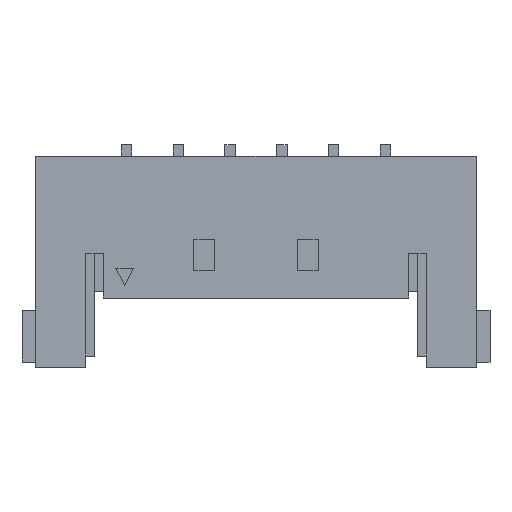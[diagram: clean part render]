
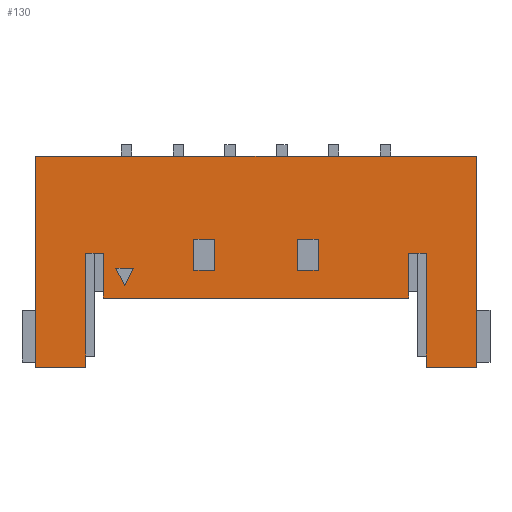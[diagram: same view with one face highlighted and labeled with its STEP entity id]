
A CAD part, top view. The second image highlights one B-rep face of the part: STEP entity #130.
In plain terms, the highlighted planar face has unit normal (0, 0, 1).
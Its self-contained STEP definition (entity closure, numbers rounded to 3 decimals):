
#90=FACE_BOUND('',#721,.T.);
#91=FACE_BOUND('',#722,.T.);
#92=FACE_BOUND('',#723,.T.);
#93=FACE_BOUND('',#724,.T.);
#130=ADVANCED_FACE('',(#90,#91,#92,#93),#334,.T.);
#334=PLANE('',#4135);
#721=EDGE_LOOP('',(#1173,#1174,#1175));
#722=EDGE_LOOP('',(#1176,#1177,#1178,#1179));
#723=EDGE_LOOP('',(#1180,#1181,#1182,#1183,#1184,#1185,#1186,#1187,#1188,
#1189,#1190,#1191));
#724=EDGE_LOOP('',(#1192,#1193,#1194,#1195));
#1173=ORIENTED_EDGE('',*,*,#2680,.F.);
#1174=ORIENTED_EDGE('',*,*,#2681,.F.);
#1175=ORIENTED_EDGE('',*,*,#2682,.F.);
#1176=ORIENTED_EDGE('',*,*,#2643,.F.);
#1177=ORIENTED_EDGE('',*,*,#2647,.F.);
#1178=ORIENTED_EDGE('',*,*,#2652,.F.);
#1179=ORIENTED_EDGE('',*,*,#2649,.F.);
#1180=ORIENTED_EDGE('',*,*,#2683,.F.);
#1181=ORIENTED_EDGE('',*,*,#2636,.F.);
#1182=ORIENTED_EDGE('',*,*,#2633,.F.);
#1183=ORIENTED_EDGE('',*,*,#2684,.F.);
#1184=ORIENTED_EDGE('',*,*,#2629,.F.);
#1185=ORIENTED_EDGE('',*,*,#2626,.F.);
#1186=ORIENTED_EDGE('',*,*,#2685,.F.);
#1187=ORIENTED_EDGE('',*,*,#2673,.F.);
#1188=ORIENTED_EDGE('',*,*,#2686,.F.);
#1189=ORIENTED_EDGE('',*,*,#2575,.T.);
#1190=ORIENTED_EDGE('',*,*,#2679,.T.);
#1191=ORIENTED_EDGE('',*,*,#2670,.F.);
#1192=ORIENTED_EDGE('',*,*,#2664,.T.);
#1193=ORIENTED_EDGE('',*,*,#2656,.T.);
#1194=ORIENTED_EDGE('',*,*,#2659,.T.);
#1195=ORIENTED_EDGE('',*,*,#2662,.T.);
#2189=VERTEX_POINT('',#5645);
#2190=VERTEX_POINT('',#5647);
#2233=VERTEX_POINT('',#5748);
#2234=VERTEX_POINT('',#5750);
#2236=VERTEX_POINT('',#5756);
#2239=VERTEX_POINT('',#5763);
#2240=VERTEX_POINT('',#5765);
#2242=VERTEX_POINT('',#5771);
#2247=VERTEX_POINT('',#5784);
#2248=VERTEX_POINT('',#5786);
#2250=VERTEX_POINT('',#5792);
#2252=VERTEX_POINT('',#5798);
#2253=VERTEX_POINT('',#5805);
#2256=VERTEX_POINT('',#5810);
#2258=VERTEX_POINT('',#5816);
#2260=VERTEX_POINT('',#5822);
#2261=VERTEX_POINT('',#5829);
#2264=VERTEX_POINT('',#5836);
#2265=VERTEX_POINT('',#5841);
#2266=VERTEX_POINT('',#5843);
#2270=VERTEX_POINT('',#5856);
#2271=VERTEX_POINT('',#5857);
#2272=VERTEX_POINT('',#5859);
#2575=EDGE_CURVE('',#2190,#2189,#3154,.T.);
#2626=EDGE_CURVE('',#2233,#2234,#3205,.T.);
#2629=EDGE_CURVE('',#2234,#2236,#3208,.T.);
#2633=EDGE_CURVE('',#2239,#2240,#3212,.T.);
#2636=EDGE_CURVE('',#2240,#2242,#3215,.T.);
#2643=EDGE_CURVE('',#2247,#2248,#3222,.T.);
#2647=EDGE_CURVE('',#2250,#2247,#3226,.T.);
#2649=EDGE_CURVE('',#2248,#2252,#3228,.T.);
#2652=EDGE_CURVE('',#2252,#2250,#3231,.T.);
#2656=EDGE_CURVE('',#2253,#2256,#3235,.T.);
#2659=EDGE_CURVE('',#2256,#2258,#3238,.T.);
#2662=EDGE_CURVE('',#2258,#2260,#3241,.T.);
#2664=EDGE_CURVE('',#2260,#2253,#3243,.T.);
#2670=EDGE_CURVE('',#2264,#2261,#3249,.T.);
#2673=EDGE_CURVE('',#2265,#2266,#3252,.T.);
#2679=EDGE_CURVE('',#2189,#2261,#3258,.T.);
#2680=EDGE_CURVE('',#2270,#2271,#3259,.T.);
#2681=EDGE_CURVE('',#2272,#2270,#3260,.T.);
#2682=EDGE_CURVE('',#2271,#2272,#3261,.T.);
#2683=EDGE_CURVE('',#2242,#2264,#3262,.T.);
#2684=EDGE_CURVE('',#2236,#2239,#3263,.T.);
#2685=EDGE_CURVE('',#2266,#2233,#3264,.T.);
#2686=EDGE_CURVE('',#2190,#2265,#3265,.T.);
#3154=LINE('',#5646,#3697);
#3205=LINE('',#5749,#3748);
#3208=LINE('',#5755,#3751);
#3212=LINE('',#5764,#3755);
#3215=LINE('',#5770,#3758);
#3222=LINE('',#5785,#3765);
#3226=LINE('',#5793,#3769);
#3228=LINE('',#5797,#3771);
#3231=LINE('',#5802,#3774);
#3235=LINE('',#5811,#3778);
#3238=LINE('',#5817,#3781);
#3241=LINE('',#5823,#3784);
#3243=LINE('',#5826,#3786);
#3249=LINE('',#5837,#3792);
#3252=LINE('',#5842,#3795);
#3258=LINE('',#5853,#3801);
#3259=LINE('',#5855,#3802);
#3260=LINE('',#5858,#3803);
#3261=LINE('',#5860,#3804);
#3262=LINE('',#5861,#3805);
#3263=LINE('',#5862,#3806);
#3264=LINE('',#5863,#3807);
#3265=LINE('',#5864,#3808);
#3697=VECTOR('',#4497,1.);
#3748=VECTOR('',#4564,1.);
#3751=VECTOR('',#4569,1.);
#3755=VECTOR('',#4575,1.);
#3758=VECTOR('',#4580,1.);
#3765=VECTOR('',#4591,1.);
#3769=VECTOR('',#4597,1.);
#3771=VECTOR('',#4601,1.);
#3774=VECTOR('',#4606,1.);
#3778=VECTOR('',#4612,1.);
#3781=VECTOR('',#4617,1.);
#3784=VECTOR('',#4622,1.);
#3786=VECTOR('',#4626,1.);
#3792=VECTOR('',#4634,1.);
#3795=VECTOR('',#4639,1.);
#3801=VECTOR('',#4647,1.);
#3802=VECTOR('',#4650,1.);
#3803=VECTOR('',#4651,1.);
#3804=VECTOR('',#4652,1.);
#3805=VECTOR('',#4653,1.);
#3806=VECTOR('',#4654,1.);
#3807=VECTOR('',#4655,1.);
#3808=VECTOR('',#4656,1.);
#4135=AXIS2_PLACEMENT_3D('',#5865,#4657,#4658);
#4497=DIRECTION('',(-1.,0.,0.));
#4564=DIRECTION('',(-1.,0.,0.));
#4569=DIRECTION('',(0.,-1.,0.));
#4575=DIRECTION('',(0.,1.,0.));
#4580=DIRECTION('',(-1.,0.,0.));
#4591=DIRECTION('',(1.,0.,0.));
#4597=DIRECTION('',(0.,-1.,0.));
#4601=DIRECTION('',(0.,1.,0.));
#4606=DIRECTION('',(-1.,0.,0.));
#4612=DIRECTION('',(0.,-1.,0.));
#4617=DIRECTION('',(-1.,0.,0.));
#4622=DIRECTION('',(0.,1.,0.));
#4626=DIRECTION('',(1.,0.,0.));
#4634=DIRECTION('',(-1.,0.,0.));
#4639=DIRECTION('',(-1.,0.,0.));
#4647=DIRECTION('',(0.,-1.,0.));
#4650=DIRECTION('',(0.447,-0.894,0.));
#4651=DIRECTION('',(-1.,0.,0.));
#4652=DIRECTION('',(0.447,0.894,0.));
#4653=DIRECTION('',(0.,-1.,0.));
#4654=DIRECTION('',(-1.,0.,0.));
#4655=DIRECTION('',(0.,1.,0.));
#4656=DIRECTION('',(0.,-1.,0.));
#4657=DIRECTION('',(0.,0.,1.));
#4658=DIRECTION('',(1.,0.,0.));
#5645=CARTESIAN_POINT('',(-10.125,8.15,2.));
#5646=CARTESIAN_POINT('',(2.625,8.15,2.));
#5647=CARTESIAN_POINT('',(2.625,8.15,2.));
#5748=CARTESIAN_POINT('',(1.175,5.35,2.));
#5749=CARTESIAN_POINT('',(1.175,5.35,2.));
#5750=CARTESIAN_POINT('',(0.675,5.35,2.));
#5755=CARTESIAN_POINT('',(0.675,5.35,2.));
#5756=CARTESIAN_POINT('',(0.675,4.05,2.));
#5763=CARTESIAN_POINT('',(-8.175,4.05,2.));
#5764=CARTESIAN_POINT('',(-8.175,4.05,2.));
#5765=CARTESIAN_POINT('',(-8.175,5.35,2.));
#5770=CARTESIAN_POINT('',(-8.175,5.35,2.));
#5771=CARTESIAN_POINT('',(-8.675,5.35,2.));
#5784=CARTESIAN_POINT('',(-2.55,4.85,2.));
#5785=CARTESIAN_POINT('',(-2.55,4.85,2.));
#5786=CARTESIAN_POINT('',(-1.95,4.85,2.));
#5792=CARTESIAN_POINT('',(-2.55,5.75,2.));
#5793=CARTESIAN_POINT('',(-2.55,5.75,2.));
#5797=CARTESIAN_POINT('',(-1.95,4.85,2.));
#5798=CARTESIAN_POINT('',(-1.95,5.75,2.));
#5802=CARTESIAN_POINT('',(-1.95,5.75,2.));
#5805=CARTESIAN_POINT('',(-4.95,5.75,2.));
#5810=CARTESIAN_POINT('',(-4.95,4.85,2.));
#5811=CARTESIAN_POINT('',(-4.95,5.75,2.));
#5816=CARTESIAN_POINT('',(-5.55,4.85,2.));
#5817=CARTESIAN_POINT('',(-4.95,4.85,2.));
#5822=CARTESIAN_POINT('',(-5.55,5.75,2.));
#5823=CARTESIAN_POINT('',(-5.55,4.85,2.));
#5826=CARTESIAN_POINT('',(-5.55,5.75,2.));
#5829=CARTESIAN_POINT('',(-10.125,2.05,2.));
#5836=CARTESIAN_POINT('',(-8.675,2.05,2.));
#5837=CARTESIAN_POINT('',(2.625,2.05,2.));
#5841=CARTESIAN_POINT('',(2.625,2.05,2.));
#5842=CARTESIAN_POINT('',(2.625,2.05,2.));
#5843=CARTESIAN_POINT('',(1.175,2.05,2.));
#5853=CARTESIAN_POINT('',(-10.125,8.15,2.));
#5855=CARTESIAN_POINT('',(-7.805,4.91,2.));
#5856=CARTESIAN_POINT('',(-7.805,4.91,2.));
#5857=CARTESIAN_POINT('',(-7.555,4.41,2.));
#5858=CARTESIAN_POINT('',(-7.305,4.91,2.));
#5859=CARTESIAN_POINT('',(-7.305,4.91,2.));
#5860=CARTESIAN_POINT('',(-7.555,4.41,2.));
#5861=CARTESIAN_POINT('',(-8.675,5.35,2.));
#5862=CARTESIAN_POINT('',(0.675,4.05,2.));
#5863=CARTESIAN_POINT('',(1.175,2.05,2.));
#5864=CARTESIAN_POINT('',(2.625,8.15,2.));
#5865=CARTESIAN_POINT('',(2.625,8.15,2.));
